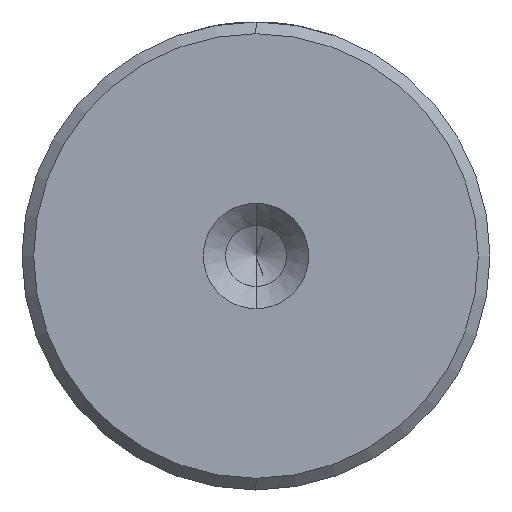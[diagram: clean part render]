
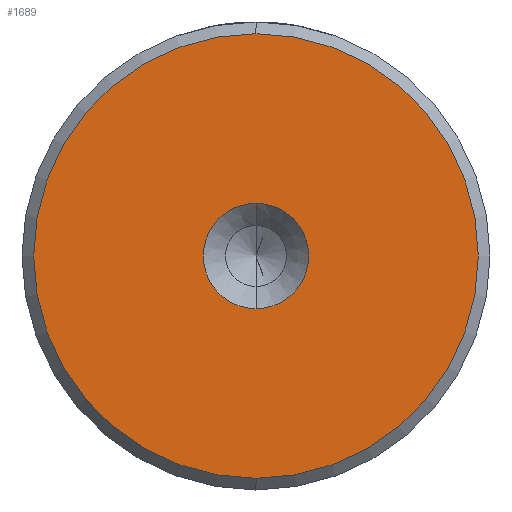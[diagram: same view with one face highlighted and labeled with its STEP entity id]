
A CAD part, left-side view. The second image highlights one B-rep face of the part: STEP entity #1689.
In plain terms, the highlighted planar face has unit normal (-1, 0, 0).
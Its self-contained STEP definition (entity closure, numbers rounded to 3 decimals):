
#91 = EDGE_LOOP ( 'NONE', ( #1561, #881 ) ) ;
#95 = ORIENTED_EDGE ( 'NONE', *, *, #889, .F. ) ;
#130 = VERTEX_POINT ( 'NONE', #756 ) ;
#131 = AXIS2_PLACEMENT_3D ( 'NONE', #1895, #1726, #1222 ) ;
#167 = EDGE_CURVE ( 'NONE', #691, #346, #489, .T. ) ;
#244 = AXIS2_PLACEMENT_3D ( 'NONE', #661, #1868, #841 ) ;
#300 = DIRECTION ( 'NONE',  ( -1., 0., 0. ) ) ;
#337 = AXIS2_PLACEMENT_3D ( 'NONE', #1355, #300, #1525 ) ;
#346 = VERTEX_POINT ( 'NONE', #1258 ) ;
#376 = FACE_BOUND ( 'NONE', #1978, .T. ) ;
#489 = CIRCLE ( 'NONE', #2216, 9.5 ) ;
#661 = CARTESIAN_POINT ( 'NONE',  ( 0., 0., 0. ) ) ;
#691 = VERTEX_POINT ( 'NONE', #2051 ) ;
#756 = CARTESIAN_POINT ( 'NONE',  ( 0., 0., -2.25 ) ) ;
#841 = DIRECTION ( 'NONE',  ( 0., 0., 1. ) ) ;
#881 = ORIENTED_EDGE ( 'NONE', *, *, #1552, .T. ) ;
#889 = EDGE_CURVE ( 'NONE', #130, #960, #892, .T. ) ;
#892 = CIRCLE ( 'NONE', #131, 2.25 ) ;
#960 = VERTEX_POINT ( 'NONE', #1293 ) ;
#1067 = AXIS2_PLACEMENT_3D ( 'NONE', #1551, #2237, #1214 ) ;
#1118 = EDGE_CURVE ( 'NONE', #960, #130, #1786, .T. ) ;
#1214 = DIRECTION ( 'NONE',  ( 0., 0., 1. ) ) ;
#1222 = DIRECTION ( 'NONE',  ( 0., 0., 1. ) ) ;
#1258 = CARTESIAN_POINT ( 'NONE',  ( 0., 0., 9.5 ) ) ;
#1271 = CIRCLE ( 'NONE', #244, 9.5 ) ;
#1293 = CARTESIAN_POINT ( 'NONE',  ( 0., 0., 2.25 ) ) ;
#1355 = CARTESIAN_POINT ( 'NONE',  ( 0., 0., 0. ) ) ;
#1525 = DIRECTION ( 'NONE',  ( 0., 0., 1. ) ) ;
#1551 = CARTESIAN_POINT ( 'NONE',  ( 0., 0., 0. ) ) ;
#1552 = EDGE_CURVE ( 'NONE', #346, #691, #1271, .T. ) ;
#1561 = ORIENTED_EDGE ( 'NONE', *, *, #167, .T. ) ;
#1689 = ADVANCED_FACE ( 'NONE', ( #2213, #376 ), #2062, .T. ) ;
#1726 = DIRECTION ( 'NONE',  ( -1., 0., 0. ) ) ;
#1786 = CIRCLE ( 'NONE', #337, 2.25 ) ;
#1850 = ORIENTED_EDGE ( 'NONE', *, *, #1118, .F. ) ;
#1868 = DIRECTION ( 'NONE',  ( -1., 0., 0. ) ) ;
#1895 = CARTESIAN_POINT ( 'NONE',  ( 0., 0., 0. ) ) ;
#1978 = EDGE_LOOP ( 'NONE', ( #1850, #95 ) ) ;
#2051 = CARTESIAN_POINT ( 'NONE',  ( 0., 0., -9.5 ) ) ;
#2062 = PLANE ( 'NONE',  #1067 ) ;
#2114 = DIRECTION ( 'NONE',  ( 0., 0., 1. ) ) ;
#2123 = DIRECTION ( 'NONE',  ( -1., 0., 0. ) ) ;
#2131 = CARTESIAN_POINT ( 'NONE',  ( 0., 0., 0. ) ) ;
#2213 = FACE_OUTER_BOUND ( 'NONE', #91, .T. ) ;
#2216 = AXIS2_PLACEMENT_3D ( 'NONE', #2131, #2123, #2114 ) ;
#2237 = DIRECTION ( 'NONE',  ( -1., 0., 0. ) ) ;
